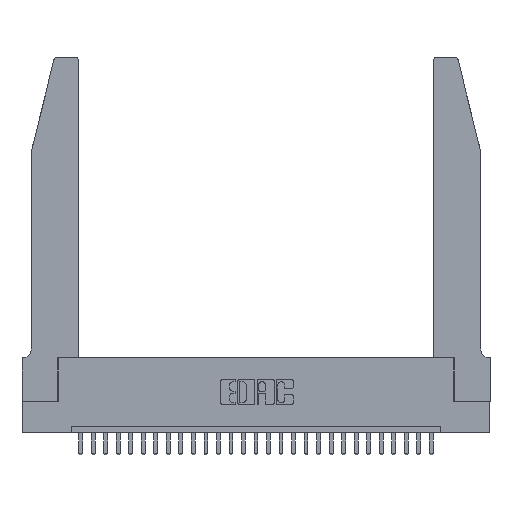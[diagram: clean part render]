
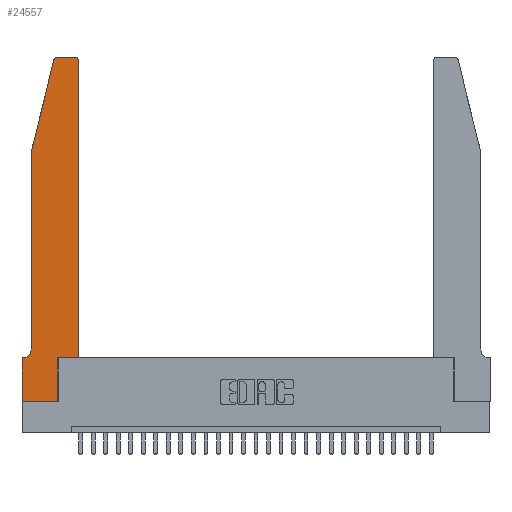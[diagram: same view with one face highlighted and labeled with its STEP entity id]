
A CAD part, top view. The second image highlights one B-rep face of the part: STEP entity #24557.
In plain terms, the highlighted planar face has unit normal (0, 0, 1).
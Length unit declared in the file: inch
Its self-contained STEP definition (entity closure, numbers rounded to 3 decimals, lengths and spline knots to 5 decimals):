
#209 = CIRCLE ( 'NONE', #3513, 0.07 ) ;
#337 = VECTOR ( 'NONE', #16898, 39.37008 ) ;
#498 = AXIS2_PLACEMENT_3D ( 'NONE', #18169, #11442, #9390 ) ;
#692 = VERTEX_POINT ( 'NONE', #16638 ) ;
#907 = VERTEX_POINT ( 'NONE', #21730 ) ;
#1089 = DIRECTION ( 'NONE',  ( 1., 0., 0. ) ) ;
#1132 = VERTEX_POINT ( 'NONE', #9377 ) ;
#1206 = EDGE_CURVE ( 'NONE', #692, #3714, #10764, .T. ) ;
#1447 = FACE_OUTER_BOUND ( 'NONE', #24278, .T. ) ;
#1626 = LINE ( 'NONE', #18432, #25664 ) ;
#1922 = VERTEX_POINT ( 'NONE', #15675 ) ;
#2285 = LINE ( 'NONE', #27680, #18754 ) ;
#2405 = CIRCLE ( 'NONE', #5282, 0.03 ) ;
#2648 = CARTESIAN_POINT ( 'NONE',  ( 0., 0., 0.37 ) ) ;
#2722 = ORIENTED_EDGE ( 'NONE', *, *, #4699, .T. ) ;
#2961 = DIRECTION ( 'NONE',  ( 0., 0., 1. ) ) ;
#3067 = EDGE_CURVE ( 'NONE', #5479, #1922, #21308, .T. ) ;
#3107 = CARTESIAN_POINT ( 'NONE',  ( 0.0055, 0.42, 0.37 ) ) ;
#3201 = DIRECTION ( 'NONE',  ( -1., 0., 0. ) ) ;
#3439 = AXIS2_PLACEMENT_3D ( 'NONE', #18445, #20648, #1089 ) ;
#3513 = AXIS2_PLACEMENT_3D ( 'NONE', #3107, #5269, #3201 ) ;
#3551 = EDGE_CURVE ( 'NONE', #907, #5479, #2405, .T. ) ;
#3689 = LINE ( 'NONE', #16312, #6414 ) ;
#3714 = VERTEX_POINT ( 'NONE', #12548 ) ;
#3963 = DIRECTION ( 'NONE',  ( -1., 0., 0. ) ) ;
#4367 = EDGE_CURVE ( 'NONE', #8342, #1132, #22297, .T. ) ;
#4578 = ORIENTED_EDGE ( 'NONE', *, *, #17161, .T. ) ;
#4699 = EDGE_CURVE ( 'NONE', #23585, #10523, #25382, .T. ) ;
#4955 = EDGE_CURVE ( 'NONE', #22127, #17619, #6760, .T. ) ;
#5185 = EDGE_CURVE ( 'NONE', #1132, #23585, #3689, .T. ) ;
#5269 = DIRECTION ( 'NONE',  ( 0., 0., -1. ) ) ;
#5282 = AXIS2_PLACEMENT_3D ( 'NONE', #11380, #2961, #18296 ) ;
#5303 = CARTESIAN_POINT ( 'NONE',  ( 0.4505, 0.35, 0.37 ) ) ;
#5479 = VERTEX_POINT ( 'NONE', #13236 ) ;
#5926 = EDGE_CURVE ( 'NONE', #17619, #692, #1626, .T. ) ;
#6127 = ORIENTED_EDGE ( 'NONE', *, *, #14688, .T. ) ;
#6414 = VECTOR ( 'NONE', #20741, 39.37008 ) ;
#6760 = LINE ( 'NONE', #12808, #12301 ) ;
#7117 = VECTOR ( 'NONE', #8338, 39.37008 ) ;
#7722 = EDGE_CURVE ( 'NONE', #3714, #907, #25592, .T. ) ;
#8213 = LINE ( 'NONE', #27198, #12696 ) ;
#8219 = ORIENTED_EDGE ( 'NONE', *, *, #12871, .T. ) ;
#8338 = DIRECTION ( 'NONE',  ( 1., 0., 0. ) ) ;
#8342 = VERTEX_POINT ( 'NONE', #18033 ) ;
#9377 = CARTESIAN_POINT ( 'NONE',  ( 0., 0.35, 0.37 ) ) ;
#9390 = DIRECTION ( 'NONE',  ( 1., 0., 0. ) ) ;
#9807 = DIRECTION ( 'NONE',  ( -0.239, -0.971, 0. ) ) ;
#10523 = VERTEX_POINT ( 'NONE', #25022 ) ;
#10764 = CIRCLE ( 'NONE', #3439, 0.03 ) ;
#11219 = VERTEX_POINT ( 'NONE', #26277 ) ;
#11380 = CARTESIAN_POINT ( 'NONE',  ( 0.284, 2.72, 0.37 ) ) ;
#11442 = DIRECTION ( 'NONE',  ( 0., 0., 1. ) ) ;
#11502 = ORIENTED_EDGE ( 'NONE', *, *, #5185, .T. ) ;
#11570 = CARTESIAN_POINT ( 'NONE',  ( 0.2865, 0.35, 0.37 ) ) ;
#11691 = ORIENTED_EDGE ( 'NONE', *, *, #3067, .T. ) ;
#12301 = VECTOR ( 'NONE', #28296, 39.37008 ) ;
#12548 = CARTESIAN_POINT ( 'NONE',  ( 0.4205, 2.75, 0.37 ) ) ;
#12696 = VECTOR ( 'NONE', #14506, 39.37008 ) ;
#12808 = CARTESIAN_POINT ( 'NONE',  ( 0.4505, 0.35, 0.37 ) ) ;
#12871 = EDGE_CURVE ( 'NONE', #1922, #11219, #8213, .T. ) ;
#13236 = CARTESIAN_POINT ( 'NONE',  ( 0.25487, 2.72718, 0.37 ) ) ;
#13669 = ORIENTED_EDGE ( 'NONE', *, *, #4955, .T. ) ;
#14506 = DIRECTION ( 'NONE',  ( 0., -1., 0. ) ) ;
#14688 = EDGE_CURVE ( 'NONE', #10523, #22127, #2285, .T. ) ;
#15675 = CARTESIAN_POINT ( 'NONE',  ( 0.0755, 2., 0.37 ) ) ;
#16243 = ORIENTED_EDGE ( 'NONE', *, *, #4367, .T. ) ;
#16312 = CARTESIAN_POINT ( 'NONE',  ( 0., 0., 0.37 ) ) ;
#16638 = CARTESIAN_POINT ( 'NONE',  ( 0.4505, 2.72, 0.37 ) ) ;
#16898 = DIRECTION ( 'NONE',  ( -1., 0., 0. ) ) ;
#16965 = ORIENTED_EDGE ( 'NONE', *, *, #7722, .T. ) ;
#17161 = EDGE_CURVE ( 'NONE', #11219, #8342, #209, .T. ) ;
#17619 = VERTEX_POINT ( 'NONE', #5303 ) ;
#18033 = CARTESIAN_POINT ( 'NONE',  ( 0.0055, 0.35, 0.37 ) ) ;
#18169 = CARTESIAN_POINT ( 'NONE',  ( 0., 0.35, 0.37 ) ) ;
#18296 = DIRECTION ( 'NONE',  ( 1., 0., 0. ) ) ;
#18432 = CARTESIAN_POINT ( 'NONE',  ( 0.4505, 0.35, 0.37 ) ) ;
#18445 = CARTESIAN_POINT ( 'NONE',  ( 0.4205, 2.72, 0.37 ) ) ;
#18462 = CARTESIAN_POINT ( 'NONE',  ( 0.0755, 2., 0.37 ) ) ;
#18754 = VECTOR ( 'NONE', #23243, 39.37008 ) ;
#19278 = CARTESIAN_POINT ( 'NONE',  ( 0., 0., 0.37 ) ) ;
#20648 = DIRECTION ( 'NONE',  ( 0., 0., 1. ) ) ;
#20741 = DIRECTION ( 'NONE',  ( 0., -1., 0. ) ) ;
#21109 = ORIENTED_EDGE ( 'NONE', *, *, #1206, .T. ) ;
#21308 = LINE ( 'NONE', #18462, #26800 ) ;
#21730 = CARTESIAN_POINT ( 'NONE',  ( 0.284, 2.75, 0.37 ) ) ;
#22127 = VERTEX_POINT ( 'NONE', #11570 ) ;
#22297 = LINE ( 'NONE', #25731, #337 ) ;
#23243 = DIRECTION ( 'NONE',  ( 0., 1., 0. ) ) ;
#23578 = CARTESIAN_POINT ( 'NONE',  ( 0.2605, 2.75, 0.37 ) ) ;
#23585 = VERTEX_POINT ( 'NONE', #2648 ) ;
#24278 = EDGE_LOOP ( 'NONE', ( #16965, #25884, #11691, #8219, #4578, #16243, #11502, #2722, #6127, #13669, #27452, #21109 ) ) ;
#24557 = ADVANCED_FACE ( 'NONE', ( #1447 ), #24693, .T. ) ;
#24693 = PLANE ( 'NONE',  #498 ) ;
#25022 = CARTESIAN_POINT ( 'NONE',  ( 0.2865, 0., 0.37 ) ) ;
#25382 = LINE ( 'NONE', #19278, #7117 ) ;
#25592 = LINE ( 'NONE', #23578, #27315 ) ;
#25664 = VECTOR ( 'NONE', #27589, 39.37008 ) ;
#25731 = CARTESIAN_POINT ( 'NONE',  ( 0.0755, 0.35, 0.37 ) ) ;
#25884 = ORIENTED_EDGE ( 'NONE', *, *, #3551, .T. ) ;
#26277 = CARTESIAN_POINT ( 'NONE',  ( 0.0755, 0.42, 0.37 ) ) ;
#26800 = VECTOR ( 'NONE', #9807, 39.37008 ) ;
#27198 = CARTESIAN_POINT ( 'NONE',  ( 0.0755, 2., 0.37 ) ) ;
#27315 = VECTOR ( 'NONE', #3963, 39.37008 ) ;
#27452 = ORIENTED_EDGE ( 'NONE', *, *, #5926, .T. ) ;
#27589 = DIRECTION ( 'NONE',  ( 0., 1., 0. ) ) ;
#27680 = CARTESIAN_POINT ( 'NONE',  ( 0.2865, 0.35, 0.37 ) ) ;
#28296 = DIRECTION ( 'NONE',  ( 1., 0., 0. ) ) ;
